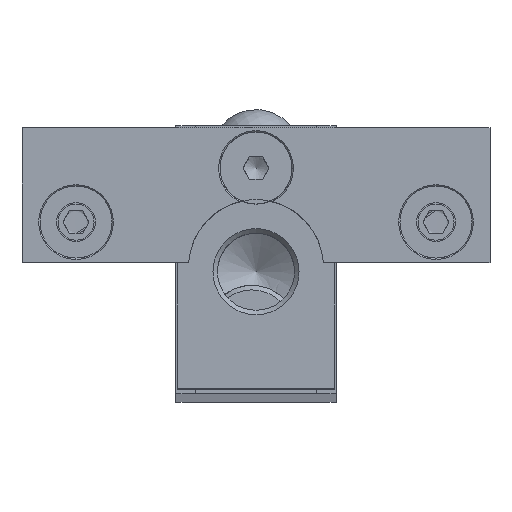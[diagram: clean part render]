
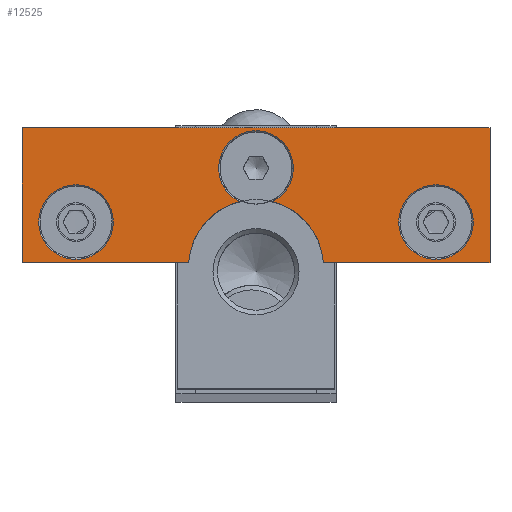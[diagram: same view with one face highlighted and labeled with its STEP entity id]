
A CAD part, top view. The second image highlights one B-rep face of the part: STEP entity #12525.
In plain terms, the highlighted planar face has unit normal (0, 0, 1).
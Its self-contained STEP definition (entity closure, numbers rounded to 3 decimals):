
#343=FACE_BOUND('',#3159,.T.);
#344=FACE_BOUND('',#3160,.T.);
#537=PLANE('',#14129);
#891=LINE('',#22726,#1414);
#938=LINE('',#23064,#1461);
#940=LINE('',#23068,#1463);
#944=LINE('',#23076,#1467);
#947=LINE('',#23080,#1470);
#1414=VECTOR('',#17223,10.);
#1461=VECTOR('',#17464,10.);
#1463=VECTOR('',#17468,10.);
#1467=VECTOR('',#17474,10.);
#1470=VECTOR('',#17479,10.);
#2407=FACE_OUTER_BOUND('',#3158,.T.);
#3158=EDGE_LOOP('',(#10197,#10198,#10199,#10200,#10201,#10202,#10203,#10204));
#3159=EDGE_LOOP('',(#10205));
#3160=EDGE_LOOP('',(#10206));
#4279=CIRCLE('',#14119,4.15);
#4283=CIRCLE('',#14124,4.15);
#4287=CIRCLE('',#14130,7.5);
#4288=CIRCLE('',#14131,7.5);
#4289=CIRCLE('',#14132,4.15);
#5455=VERTEX_POINT('',#22723);
#5456=VERTEX_POINT('',#22725);
#5527=VERTEX_POINT('',#23062);
#5528=VERTEX_POINT('',#23066);
#5530=VERTEX_POINT('',#23073);
#5531=VERTEX_POINT('',#23075);
#5535=VERTEX_POINT('',#23090);
#5540=VERTEX_POINT('',#23101);
#5541=VERTEX_POINT('',#23106);
#5545=VERTEX_POINT('',#23123);
#7061=EDGE_CURVE('',#5456,#5455,#891,.T.);
#7177=EDGE_CURVE('',#5455,#5527,#938,.T.);
#7179=EDGE_CURVE('',#5527,#5528,#940,.T.);
#7183=EDGE_CURVE('',#5531,#5530,#944,.T.);
#7186=EDGE_CURVE('',#5530,#5456,#947,.T.);
#7191=EDGE_CURVE('',#5535,#5535,#4279,.T.);
#7197=EDGE_CURVE('',#5540,#5541,#4283,.T.);
#7203=EDGE_CURVE('',#5540,#5531,#4287,.T.);
#7204=EDGE_CURVE('',#5528,#5541,#4288,.T.);
#7205=EDGE_CURVE('',#5545,#5545,#4289,.T.);
#10197=ORIENTED_EDGE('',*,*,#7197,.F.);
#10198=ORIENTED_EDGE('',*,*,#7203,.T.);
#10199=ORIENTED_EDGE('',*,*,#7183,.T.);
#10200=ORIENTED_EDGE('',*,*,#7186,.T.);
#10201=ORIENTED_EDGE('',*,*,#7061,.T.);
#10202=ORIENTED_EDGE('',*,*,#7177,.T.);
#10203=ORIENTED_EDGE('',*,*,#7179,.T.);
#10204=ORIENTED_EDGE('',*,*,#7204,.T.);
#10205=ORIENTED_EDGE('',*,*,#7191,.F.);
#10206=ORIENTED_EDGE('',*,*,#7205,.F.);
#12525=ADVANCED_FACE('',(#2407,#343,#344),#537,.T.);
#14119=AXIS2_PLACEMENT_3D('',#23091,#17491,#17492);
#14124=AXIS2_PLACEMENT_3D('',#23107,#17502,#17503);
#14129=AXIS2_PLACEMENT_3D('',#23120,#17513,#17514);
#14130=AXIS2_PLACEMENT_3D('',#23121,#17515,#17516);
#14131=AXIS2_PLACEMENT_3D('',#23122,#17517,#17518);
#14132=AXIS2_PLACEMENT_3D('',#23124,#17519,#17520);
#17223=DIRECTION('',(-1.,0.,0.));
#17464=DIRECTION('',(0.,-1.,0.));
#17468=DIRECTION('',(1.,0.,0.));
#17474=DIRECTION('',(1.,0.,0.));
#17479=DIRECTION('',(0.,1.,0.));
#17491=DIRECTION('center_axis',(0.,0.,
1.));
#17492=DIRECTION('ref_axis',(-1.,0.,0.));
#17502=DIRECTION('center_axis',(0.,0.,
1.));
#17503=DIRECTION('ref_axis',(-1.,0.,0.));
#17513=DIRECTION('center_axis',(0.,0.,
1.));
#17514=DIRECTION('ref_axis',(1.,0.,0.));
#17515=DIRECTION('center_axis',(0.,0.,
-1.));
#17516=DIRECTION('ref_axis',(0.998,0.067,0.));
#17517=DIRECTION('center_axis',(0.,0.,
-1.));
#17518=DIRECTION('ref_axis',(0.998,0.067,0.));
#17519=DIRECTION('center_axis',(0.,0.,
1.));
#17520=DIRECTION('ref_axis',(-1.,0.,0.));
#22723=CARTESIAN_POINT('',(-26.,14.6,305.));
#22725=CARTESIAN_POINT('',(26.,14.6,305.));
#22726=CARTESIAN_POINT('',(-26.,14.6,305.));
#23062=CARTESIAN_POINT('',(-26.,-0.4,305.));
#23064=CARTESIAN_POINT('',(-26.,-0.4,305.));
#23066=CARTESIAN_POINT('',(-7.483,-0.4,305.));
#23068=CARTESIAN_POINT('',(-7.483,-0.4,305.));
#23073=CARTESIAN_POINT('',(26.,-0.4,305.));
#23075=CARTESIAN_POINT('',(7.483,-0.4,305.));
#23076=CARTESIAN_POINT('',(26.,-0.4,305.));
#23080=CARTESIAN_POINT('',(26.,14.6,305.));
#23090=CARTESIAN_POINT('',(-15.85,4.1,305.));
#23091=CARTESIAN_POINT('Origin',(-20.,4.1,305.));
#23101=CARTESIAN_POINT('',(1.827,6.374,305.));
#23106=CARTESIAN_POINT('',(-1.827,6.374,305.));
#23107=CARTESIAN_POINT('Origin',(0.,10.1,305.));
#23120=CARTESIAN_POINT('Origin',(0.,7.549,
305.));
#23121=CARTESIAN_POINT('Origin',(0.,-0.9,
305.));
#23122=CARTESIAN_POINT('Origin',(0.,-0.9,
305.));
#23123=CARTESIAN_POINT('',(24.15,4.1,305.));
#23124=CARTESIAN_POINT('Origin',(20.,4.1,305.));
